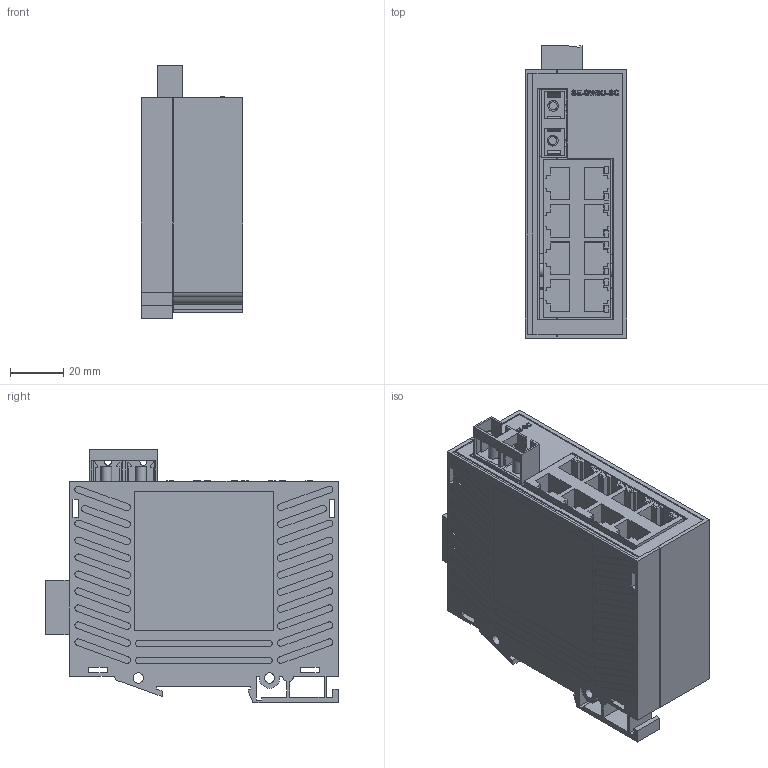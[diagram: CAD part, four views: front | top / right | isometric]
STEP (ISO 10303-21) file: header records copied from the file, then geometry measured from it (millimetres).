
FILE_DESCRIPTION (( 'STEP AP214' ), '1' );
FILE_NAME ('SE-SW9U-SC.STEP', '2012-03-06T18:11:02', ( ' ' ), ( ' ' ), 'SwSTEP 2.0', 'SolidWorks 2011', '' );
FILE_SCHEMA (( 'AUTOMOTIVE_DESIGN' ));
Length unit declared in the file: millimetre
Products named in the file (1): SE-SW9U-SC
Bounding box: 38.09 x 109.51 x 94.87 mm (x, y, z)
Volume: 48305.3 mm3; surface area: 78475.3 mm2
Topology: 34 solids, 34 shells, 1172 faces, 3124 edges, 2082 vertices
Faces by surface type: plane 829, cylinder 271, bspline 72
Full cylindrical faces by diameter (mm): 3 x2, 3.81 x12, 4 x2
Entity records: 44186 total; most frequent: CARTESIAN_POINT 10867, ORIENTED_EDGE 6216, DIRECTION 5708, EDGE_CURVE 3108, LINE 2422, VECTOR 2422, VERTEX_POINT 2082, AXIS2_PLACEMENT_3D 1643
